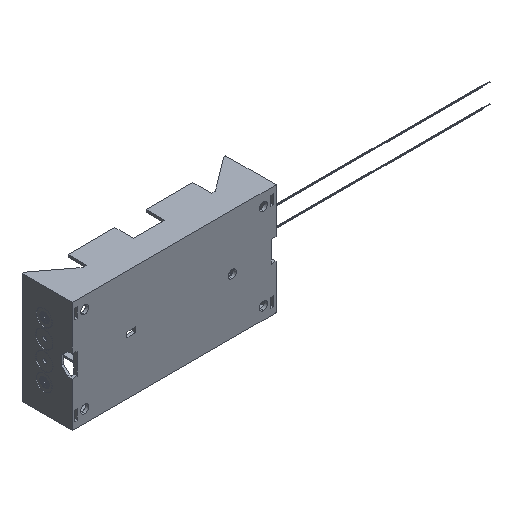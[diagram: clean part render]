
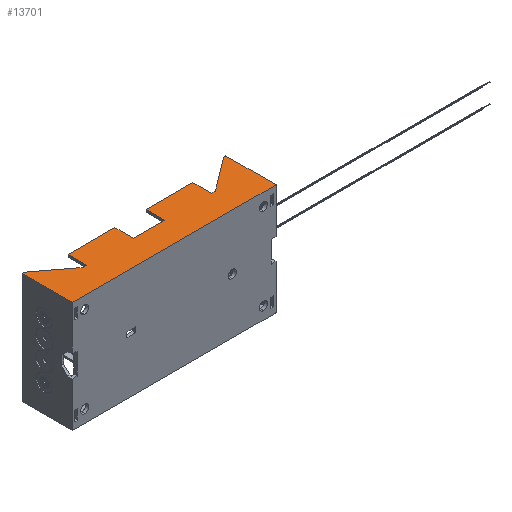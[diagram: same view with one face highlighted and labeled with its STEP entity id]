
A CAD part, isometric view. The second image highlights one B-rep face of the part: STEP entity #13701.
In plain terms, the highlighted planar face has unit normal (0, 0, 1).
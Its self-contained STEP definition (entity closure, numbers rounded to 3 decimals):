
#46 = VECTOR ( 'NONE', #4758, 1000. ) ;
#111 = EDGE_CURVE ( 'NONE', #9247, #16770, #12031, .T. ) ;
#131 = ORIENTED_EDGE ( 'NONE', *, *, #757, .F. ) ;
#384 = LINE ( 'NONE', #13153, #6872 ) ;
#392 = DIRECTION ( 'NONE',  ( -0.799, -0.601, 0. ) ) ;
#398 = PLANE ( 'NONE',  #8037 ) ;
#566 = DIRECTION ( 'NONE',  ( 1., 0., 0. ) ) ;
#697 = ORIENTED_EDGE ( 'NONE', *, *, #14717, .T. ) ;
#738 = LINE ( 'NONE', #7982, #15734 ) ;
#748 = VERTEX_POINT ( 'NONE', #1454 ) ;
#757 = EDGE_CURVE ( 'NONE', #5946, #16770, #9414, .T. ) ;
#943 = LINE ( 'NONE', #12110, #15301 ) ;
#1041 = VECTOR ( 'NONE', #8816, 1000. ) ;
#1310 = VECTOR ( 'NONE', #14959, 1000. ) ;
#1401 = CARTESIAN_POINT ( 'NONE',  ( 0., 32.15, 35.55 ) ) ;
#1421 = ORIENTED_EDGE ( 'NONE', *, *, #16280, .T. ) ;
#1454 = CARTESIAN_POINT ( 'NONE',  ( 40., 16., 35.55 ) ) ;
#1655 = CARTESIAN_POINT ( 'NONE',  ( 0., 0., 35.55 ) ) ;
#1702 = CARTESIAN_POINT ( 'NONE',  ( 0., 16., 35.55 ) ) ;
#1737 = VECTOR ( 'NONE', #7474, 1000. ) ;
#1802 = VERTEX_POINT ( 'NONE', #15715 ) ;
#1803 = CARTESIAN_POINT ( 'NONE',  ( 15.333, -4.377, 35.55 ) ) ;
#1862 = DIRECTION ( 'NONE',  ( -1., 0., 0. ) ) ;
#2006 = CARTESIAN_POINT ( 'NONE',  ( -40., 28., 35.55 ) ) ;
#2019 = LINE ( 'NONE', #4618, #7703 ) ;
#2060 = VERTEX_POINT ( 'NONE', #14666 ) ;
#2188 = VERTEX_POINT ( 'NONE', #9713 ) ;
#2373 = EDGE_CURVE ( 'NONE', #1802, #13974, #8572, .T. ) ;
#2413 = CARTESIAN_POINT ( 'NONE',  ( 0., 16., 35.55 ) ) ;
#2526 = DIRECTION ( 'NONE',  ( 1., 0., 0. ) ) ;
#2588 = VECTOR ( 'NONE', #392, 1000. ) ;
#2705 = EDGE_CURVE ( 'NONE', #12164, #13974, #15018, .T. ) ;
#2719 = CARTESIAN_POINT ( 'NONE',  ( -10., 16., 35.55 ) ) ;
#2764 = EDGE_CURVE ( 'NONE', #8137, #2188, #3493, .T. ) ;
#3134 = ORIENTED_EDGE ( 'NONE', *, *, #11879, .F. ) ;
#3195 = DIRECTION ( 'NONE',  ( 0., -1., 0. ) ) ;
#3218 = DIRECTION ( 'NONE',  ( 0., -1., 0. ) ) ;
#3220 = VECTOR ( 'NONE', #3218, 1000. ) ;
#3493 = LINE ( 'NONE', #15332, #46 ) ;
#3595 = LINE ( 'NONE', #4414, #13906 ) ;
#3795 = ORIENTED_EDGE ( 'NONE', *, *, #10757, .F. ) ;
#3907 = CARTESIAN_POINT ( 'NONE',  ( -65.4, 32.15, 35.55 ) ) ;
#3969 = EDGE_CURVE ( 'NONE', #16607, #2060, #4675, .T. ) ;
#4239 = LINE ( 'NONE', #10969, #3220 ) ;
#4414 = CARTESIAN_POINT ( 'NONE',  ( 0., 32.15, 35.55 ) ) ;
#4618 = CARTESIAN_POINT ( 'NONE',  ( -10., 28., 35.55 ) ) ;
#4675 = LINE ( 'NONE', #15239, #1041 ) ;
#4758 = DIRECTION ( 'NONE',  ( 1., 0., 0. ) ) ;
#4794 = FACE_OUTER_BOUND ( 'NONE', #14756, .T. ) ;
#5553 = EDGE_CURVE ( 'NONE', #2060, #748, #4239, .T. ) ;
#5571 = CARTESIAN_POINT ( 'NONE',  ( 10., 28., 35.55 ) ) ;
#5854 = ORIENTED_EDGE ( 'NONE', *, *, #3969, .F. ) ;
#5946 = VERTEX_POINT ( 'NONE', #3907 ) ;
#5953 = CARTESIAN_POINT ( 'NONE',  ( 65.4, 0., 35.55 ) ) ;
#6016 = CARTESIAN_POINT ( 'NONE',  ( -63.876, 32.15, 35.55 ) ) ;
#6196 = LINE ( 'NONE', #13853, #1737 ) ;
#6259 = LINE ( 'NONE', #2413, #15357 ) ;
#6269 = DIRECTION ( 'NONE',  ( 1., 0., 0. ) ) ;
#6445 = EDGE_CURVE ( 'NONE', #8402, #8690, #7452, .T. ) ;
#6872 = VECTOR ( 'NONE', #15907, 1000. ) ;
#6915 = DIRECTION ( 'NONE',  ( 1., 0., 0. ) ) ;
#7452 = LINE ( 'NONE', #1803, #2588 ) ;
#7474 = DIRECTION ( 'NONE',  ( 0., -1., 0. ) ) ;
#7601 = VERTEX_POINT ( 'NONE', #16759 ) ;
#7703 = VECTOR ( 'NONE', #3195, 1000. ) ;
#7931 = EDGE_CURVE ( 'NONE', #13309, #9567, #738, .T. ) ;
#7982 = CARTESIAN_POINT ( 'NONE',  ( 0., 16., 35.55 ) ) ;
#8037 = AXIS2_PLACEMENT_3D ( 'NONE', #1702, #9531, #1862 ) ;
#8072 = ORIENTED_EDGE ( 'NONE', *, *, #13536, .F. ) ;
#8137 = VERTEX_POINT ( 'NONE', #2006 ) ;
#8320 = DIRECTION ( 'NONE',  ( 0., -1., 0. ) ) ;
#8402 = VERTEX_POINT ( 'NONE', #15635 ) ;
#8566 = DIRECTION ( 'NONE',  ( 0., -1., 0. ) ) ;
#8572 = LINE ( 'NONE', #1655, #12603 ) ;
#8684 = EDGE_CURVE ( 'NONE', #748, #8690, #943, .T. ) ;
#8690 = VERTEX_POINT ( 'NONE', #9533 ) ;
#8694 = ORIENTED_EDGE ( 'NONE', *, *, #8684, .F. ) ;
#8816 = DIRECTION ( 'NONE',  ( 1., 0., 0. ) ) ;
#9247 = VERTEX_POINT ( 'NONE', #13911 ) ;
#9268 = ORIENTED_EDGE ( 'NONE', *, *, #11683, .T. ) ;
#9364 = ORIENTED_EDGE ( 'NONE', *, *, #5553, .F. ) ;
#9414 = LINE ( 'NONE', #1401, #16696 ) ;
#9479 = DIRECTION ( 'NONE',  ( 1., 0., 0. ) ) ;
#9531 = DIRECTION ( 'NONE',  ( 0., 0., -1. ) ) ;
#9533 = CARTESIAN_POINT ( 'NONE',  ( 42.413, 16., 35.55 ) ) ;
#9567 = VERTEX_POINT ( 'NONE', #14576 ) ;
#9570 = CARTESIAN_POINT ( 'NONE',  ( -40., 28., 35.55 ) ) ;
#9713 = CARTESIAN_POINT ( 'NONE',  ( -10., 28., 35.55 ) ) ;
#9822 = ORIENTED_EDGE ( 'NONE', *, *, #7931, .F. ) ;
#10358 = ORIENTED_EDGE ( 'NONE', *, *, #2705, .F. ) ;
#10531 = DIRECTION ( 'NONE',  ( 1., 0., 0. ) ) ;
#10757 = EDGE_CURVE ( 'NONE', #2188, #13309, #2019, .T. ) ;
#10969 = CARTESIAN_POINT ( 'NONE',  ( 40., 28., 35.55 ) ) ;
#11683 = EDGE_CURVE ( 'NONE', #16607, #9567, #384, .T. ) ;
#11879 = EDGE_CURVE ( 'NONE', #9247, #7601, #6259, .T. ) ;
#12031 = LINE ( 'NONE', #12367, #1310 ) ;
#12110 = CARTESIAN_POINT ( 'NONE',  ( 0., 16., 35.55 ) ) ;
#12164 = VERTEX_POINT ( 'NONE', #16796 ) ;
#12367 = CARTESIAN_POINT ( 'NONE',  ( -15.333, -4.377, 35.55 ) ) ;
#12603 = VECTOR ( 'NONE', #9479, 1000. ) ;
#13020 = VECTOR ( 'NONE', #8566, 1000. ) ;
#13153 = CARTESIAN_POINT ( 'NONE',  ( 10., 28., 35.55 ) ) ;
#13309 = VERTEX_POINT ( 'NONE', #2719 ) ;
#13444 = ORIENTED_EDGE ( 'NONE', *, *, #6445, .T. ) ;
#13516 = ORIENTED_EDGE ( 'NONE', *, *, #2764, .F. ) ;
#13536 = EDGE_CURVE ( 'NONE', #8402, #12164, #3595, .T. ) ;
#13701 = ADVANCED_FACE ( 'NONE', ( #4794 ), #398, .F. ) ;
#13853 = CARTESIAN_POINT ( 'NONE',  ( -65.4, 32.15, 35.55 ) ) ;
#13893 = VECTOR ( 'NONE', #8320, 1000. ) ;
#13906 = VECTOR ( 'NONE', #6915, 1000. ) ;
#13911 = CARTESIAN_POINT ( 'NONE',  ( -42.413, 16., 35.55 ) ) ;
#13974 = VERTEX_POINT ( 'NONE', #5953 ) ;
#14518 = ORIENTED_EDGE ( 'NONE', *, *, #2373, .T. ) ;
#14576 = CARTESIAN_POINT ( 'NONE',  ( 10., 16., 35.55 ) ) ;
#14666 = CARTESIAN_POINT ( 'NONE',  ( 40., 28., 35.55 ) ) ;
#14717 = EDGE_CURVE ( 'NONE', #8137, #7601, #16323, .T. ) ;
#14756 = EDGE_LOOP ( 'NONE', ( #14518, #10358, #8072, #13444, #8694, #9364, #5854, #9268, #9822, #3795, #13516, #697, #3134, #15092, #131, #1421 ) ) ;
#14959 = DIRECTION ( 'NONE',  ( -0.799, 0.601, 0. ) ) ;
#15018 = LINE ( 'NONE', #16133, #13020 ) ;
#15092 = ORIENTED_EDGE ( 'NONE', *, *, #111, .T. ) ;
#15239 = CARTESIAN_POINT ( 'NONE',  ( 0., 28., 35.55 ) ) ;
#15301 = VECTOR ( 'NONE', #566, 1000. ) ;
#15332 = CARTESIAN_POINT ( 'NONE',  ( 0., 28., 35.55 ) ) ;
#15357 = VECTOR ( 'NONE', #6269, 1000. ) ;
#15635 = CARTESIAN_POINT ( 'NONE',  ( 63.876, 32.15, 35.55 ) ) ;
#15715 = CARTESIAN_POINT ( 'NONE',  ( -65.4, 0., 35.55 ) ) ;
#15734 = VECTOR ( 'NONE', #10531, 1000. ) ;
#15907 = DIRECTION ( 'NONE',  ( 0., -1., 0. ) ) ;
#16133 = CARTESIAN_POINT ( 'NONE',  ( 65.4, 32.15, 35.55 ) ) ;
#16280 = EDGE_CURVE ( 'NONE', #5946, #1802, #6196, .T. ) ;
#16323 = LINE ( 'NONE', #9570, #13893 ) ;
#16607 = VERTEX_POINT ( 'NONE', #5571 ) ;
#16696 = VECTOR ( 'NONE', #2526, 1000. ) ;
#16759 = CARTESIAN_POINT ( 'NONE',  ( -40., 16., 35.55 ) ) ;
#16770 = VERTEX_POINT ( 'NONE', #6016 ) ;
#16796 = CARTESIAN_POINT ( 'NONE',  ( 65.4, 32.15, 35.55 ) ) ;
